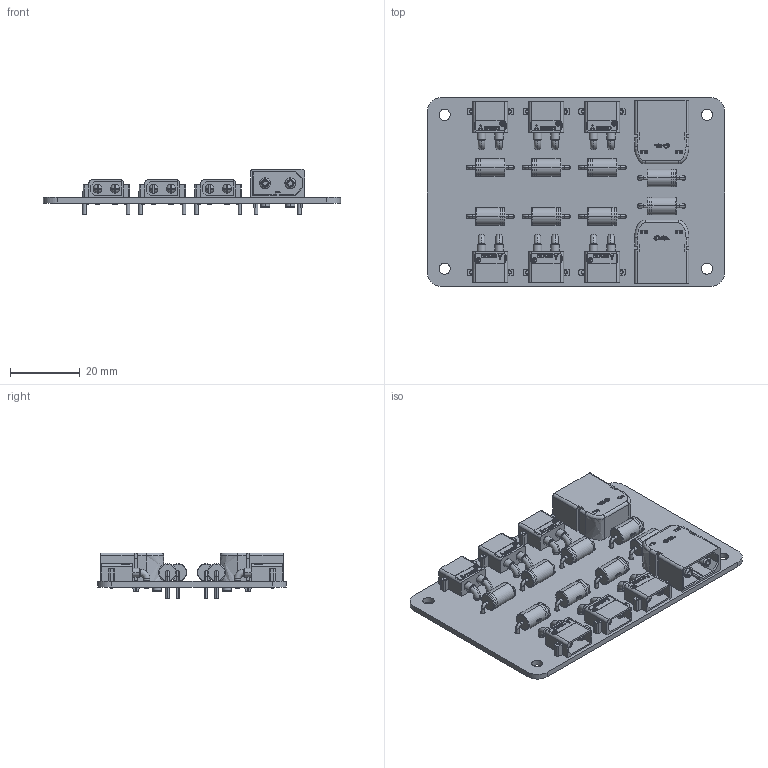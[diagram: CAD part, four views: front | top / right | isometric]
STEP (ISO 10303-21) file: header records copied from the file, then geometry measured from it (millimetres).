
FILE_DESCRIPTION(('Designed by EasyEDA Pro'),'2;1');
FILE_NAME('Open CASCADE Shape Model','2024-08-14T18:07:40',('Author'),( 'Open CASCADE'),'Open CASCADE STEP processor 7.8','Open CASCADE 7.8' ,'Unknown');
FILE_SCHEMA(('AUTOMOTIVE_DESIGN { 1 0 10303 214 1 1 1 1 }'));
Length unit declared in the file: millimetre
Products named in the file (24): PCBModel; Board; FNGN-D2; DIO-TH_BD5.1-L8.4-P12.40-D1.0-RD; SOLID; FNGN-D3; FNGN-D4; FNGN-D5; FNGN-D6; FNGN-D7; FNGN-D8; FNGN-D1; FNGN-CN8; CONN-TH_XT60PW-M; FNGN-CN7; FNGN-CN2; CONN-TH_XT30PW-M; COMPOUND; FNGN-CN3; FNGN-CN4; FNGN-CN5; FNGN-CN6; FNGN-CN1
Assembly tree (36 placements, depth 4):
  PCBModel
    Board
    FNGN-D2
      DIO-TH_BD5.1-L8.4-P12.40-D1.0-RD
        SOLID
    FNGN-D3
      DIO-TH_BD5.1-L8.4-P12.40-D1.0-RD
        SOLID
    FNGN-D4
      DIO-TH_BD5.1-L8.4-P12.40-D1.0-RD
        SOLID
    FNGN-D5
      DIO-TH_BD5.1-L8.4-P12.40-D1.0-RD
        SOLID
    FNGN-D6
      DIO-TH_BD5.1-L8.4-P12.40-D1.0-RD
        SOLID
    FNGN-D7
      DIO-TH_BD5.1-L8.4-P12.40-D1.0-RD
        SOLID
    FNGN-D8
      DIO-TH_BD5.1-L8.4-P12.40-D1.0-RD
        SOLID
    FNGN-D1
      DIO-TH_BD5.1-L8.4-P12.40-D1.0-RD
        SOLID
    FNGN-CN8
      CONN-TH_XT60PW-M
        SOLID
    FNGN-CN7
      CONN-TH_XT60PW-M
        SOLID
    FNGN-CN2
      CONN-TH_XT30PW-M
        COMPOUND
    FNGN-CN3
      CONN-TH_XT30PW-M
        COMPOUND
    FNGN-CN4
      CONN-TH_XT30PW-M
        COMPOUND
    FNGN-CN5
      CONN-TH_XT30PW-M
        COMPOUND
    FNGN-CN6
      CONN-TH_XT30PW-M
        COMPOUND
    FNGN-CN1
      CONN-TH_XT30PW-M
        COMPOUND
Bounding box: 84.97 x 53.97 x 13.1 mm (x, y, z)
Volume: 13666.5 mm3; surface area: 20274.2 mm2
Topology: 29 solids, 29 shells, 7264 faces, 19730 edges, 12972 vertices
Faces by surface type: plane 5146, bspline 1040, cylinder 746, torus 168, cone 96, sphere 68
Full cylindrical faces by diameter (mm): 1.1 x12, 1.4 x16, 1.8 x12, 2.9 x4, 3.2 x4
Entity records: 60470 total; most frequent: CARTESIAN_POINT 14406, ORIENTED_EDGE 8216, DIRECTION 6550, EDGE_CURVE 4108, LINE 2926, VECTOR 2926, VERTEX_POINT 2692, AXIS2_PLACEMENT_3D 1812
